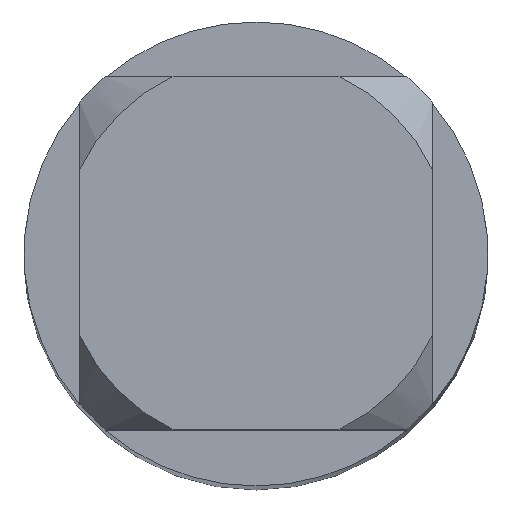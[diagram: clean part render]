
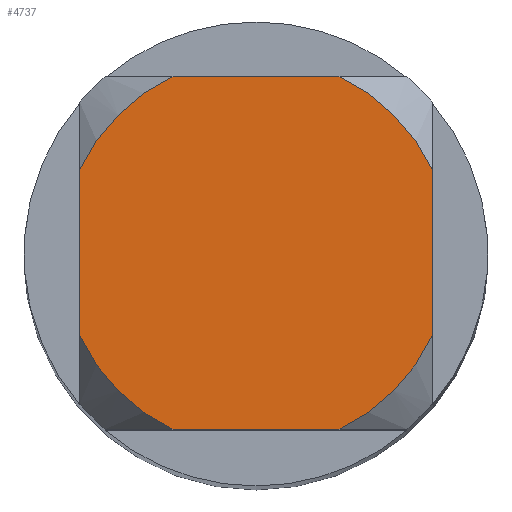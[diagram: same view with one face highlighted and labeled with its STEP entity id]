
A CAD part, top view. The second image highlights one B-rep face of the part: STEP entity #4737.
In plain terms, the highlighted planar face has unit normal (0, 0, 1).
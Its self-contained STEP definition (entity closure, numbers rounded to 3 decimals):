
#3267=EDGE_CURVE('',#6969,#7385,#9487,.T.);
#3655=EDGE_CURVE('',#6253,#8591,#9911,.T.);
#3995=EDGE_CURVE('',#6131,#8591,#10283,.T.);
#4695=EDGE_CURVE('',#5231,#6799,#11051,.T.);
#4737=ADVANCED_FACE('',(#11097),#11098,.T.);
#5231=VERTEX_POINT('',#11626);
#5313=EDGE_CURVE('',#5231,#5395,#11713,.T.);
#5395=VERTEX_POINT('',#11800);
#5885=EDGE_CURVE('',#6131,#7385,#12340,.T.);
#6131=VERTEX_POINT('',#12612);
#6253=VERTEX_POINT('',#12746);
#6329=EDGE_CURVE('',#6969,#5395,#12826,.T.);
#6799=VERTEX_POINT('',#13338);
#6969=VERTEX_POINT('',#13517);
#7385=VERTEX_POINT('',#13970);
#8131=EDGE_CURVE('',#6253,#6799,#14769,.T.);
#8591=VERTEX_POINT('',#15284);
#9487=LINE('',#16366,#16367);
#9911=CIRCLE('',#17032,2.1);
#10283=LINE('',#17689,#17690);
#11051=CIRCLE('',#18995,2.1);
#11097=FACE_OUTER_BOUND('',#19067,.T.);
#11098=PLANE('',#19068);
#11626=CARTESIAN_POINT('',(0.894,1.9,0.0));
#11713=LINE('',#20070,#20071);
#11800=CARTESIAN_POINT('',(-0.894,1.9,0.0));
#12340=CIRCLE('',#21106,2.1);
#12612=CARTESIAN_POINT('',(-0.894,-1.9,0.0));
#12746=CARTESIAN_POINT('',(1.9,-0.894,0.0));
#12826=CIRCLE('',#21933,2.1);
#13338=CARTESIAN_POINT('',(1.9,0.894,0.0));
#13517=CARTESIAN_POINT('',(-1.9,0.894,0.0));
#13970=CARTESIAN_POINT('',(-1.9,-0.894,0.0));
#14769=LINE('',#25258,#25259);
#15284=CARTESIAN_POINT('',(0.894,-1.9,0.0));
#16366=CARTESIAN_POINT('',(-1.9,0.525,0.0));
#16367=VECTOR('',#27633,1.0);
#17032=AXIS2_PLACEMENT_3D('',#28252,#28253,#28254);
#17689=CARTESIAN_POINT('',(0.0,-1.9,0.0));
#17690=VECTOR('',#28615,1.0);
#18995=AXIS2_PLACEMENT_3D('',#29458,#29459,#29460);
#19067=EDGE_LOOP('',(#29511,#29512,#29513,#29514,#29515,#29516,#29517,#29518));
#19068=AXIS2_PLACEMENT_3D('',#29519,#29520,#29521);
#20070=CARTESIAN_POINT('',(0.0,1.9,0.0));
#20071=VECTOR('',#30091,1.0);
#21106=AXIS2_PLACEMENT_3D('',#30772,#30773,#30774);
#21933=AXIS2_PLACEMENT_3D('',#31305,#31306,#31307);
#25258=CARTESIAN_POINT('',(1.9,0.525,0.0));
#25259=VECTOR('',#33421,1.0);
#27633=DIRECTION('',(-0.0,-1.0,0.0));
#28252=CARTESIAN_POINT('',(0.0,0.0,0.0));
#28253=DIRECTION('',(0.0,0.0,-1.0));
#28254=DIRECTION('',(0.0,1.0,0.0));
#28615=DIRECTION('',(1.0,0.0,0.0));
#29458=CARTESIAN_POINT('',(0.0,0.0,0.0));
#29459=DIRECTION('',(0.0,0.0,-1.0));
#29460=DIRECTION('',(0.0,1.0,0.0));
#29511=ORIENTED_EDGE('',*,*,#3267,.T.);
#29512=ORIENTED_EDGE('',*,*,#5885,.F.);
#29513=ORIENTED_EDGE('',*,*,#3995,.T.);
#29514=ORIENTED_EDGE('',*,*,#3655,.F.);
#29515=ORIENTED_EDGE('',*,*,#8131,.T.);
#29516=ORIENTED_EDGE('',*,*,#4695,.F.);
#29517=ORIENTED_EDGE('',*,*,#5313,.T.);
#29518=ORIENTED_EDGE('',*,*,#6329,.F.);
#29519=CARTESIAN_POINT('',(0.0,1.05,0.0));
#29520=DIRECTION('',(-0.0,0.0,1.0));
#29521=DIRECTION('',(0.0,-1.0,0.0));
#30091=DIRECTION('',(-1.0,0.0,0.0));
#30772=CARTESIAN_POINT('',(0.0,0.0,0.0));
#30773=DIRECTION('',(0.0,0.0,-1.0));
#30774=DIRECTION('',(0.0,1.0,0.0));
#31305=CARTESIAN_POINT('',(0.0,0.0,0.0));
#31306=DIRECTION('',(0.0,0.0,-1.0));
#31307=DIRECTION('',(0.0,1.0,0.0));
#33421=DIRECTION('',(-0.0,1.0,0.0));
